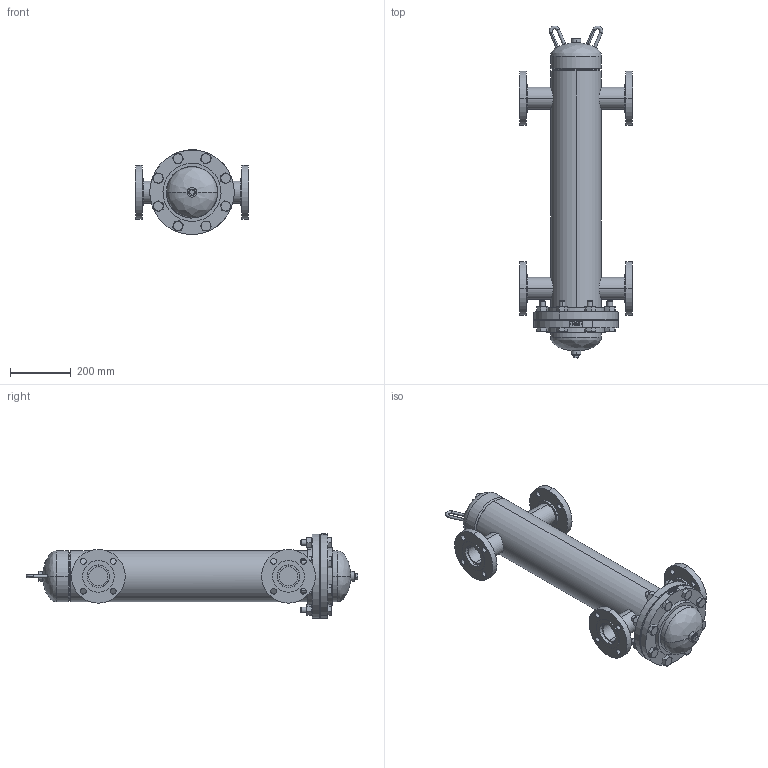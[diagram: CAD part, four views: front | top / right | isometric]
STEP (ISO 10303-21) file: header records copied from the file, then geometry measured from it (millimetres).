
FILE_DESCRIPTION (( 'STEP AP203' ), '1' );
FILE_NAME ('PSAVR-2.5.STEP', '2021-03-15T13:14:44', ( '' ), ( '' ), 'SwSTEP 2.0', 'SolidWorks 2021', '' );
FILE_SCHEMA (( 'CONFIG_CONTROL_DESIGN' ));
Length unit declared in the file: inch
Products named in the file (20): 9301070_4.75; 9461090; 9201550; PLUGS_9500130; 9800580_HHBOLT 0.7500-10x4x4-N; 9800630_HHNUT 0.7500-10-D-N; 9400520; 99P0100; 9500030; 9400540_tall; PSAVR-2.5; 72J0767; 99M3580_11; 99J0544; 9461055; 72J0766; Garlock F.F. Gaskets 150# .0625 tk_9471206; 9103180_4.25; 99A1934
Assembly tree (48 placements, depth 3):
  PSAVR-2.5
    99P0100
    9201550
    9201550
    9500030  x2
    PLUGS_9500130
    9301070_4.75  x4
    9461055  x4
    9461090  x2
    Garlock F.F. Gaskets 150# .0625 tk_9471206
    9800580_HHBOLT 0.7500-10x4x4-N  x8
    9800630_HHNUT 0.7500-10-D-N  x8
    72J0767  x2
    99A1934  x2
      99J0544
      72J0766
      9103180_4.25
    9400540_tall  x2
    9400520
    99M3580_11
Bounding box: 374.65 x 1097.54 x 281.05 mm (x, y, z)
Volume: 8936654.6 mm3; surface area: 3399609.6 mm2
Topology: 53 solids, 53 shells, 891 faces, 1980 edges, 1224 vertices
Faces by surface type: plane 334, cylinder 314, cone 200, bspline 39, torus 4
Entity records: 17676 total; most frequent: CARTESIAN_POINT 6947, DIRECTION 1636, ORIENTED_EDGE 1572, EDGE_CURVE 786, AXIS2_PLACEMENT_3D 677, VERTEX_POINT 500, EDGE_LOOP 418, FACE_OUTER_BOUND 334
